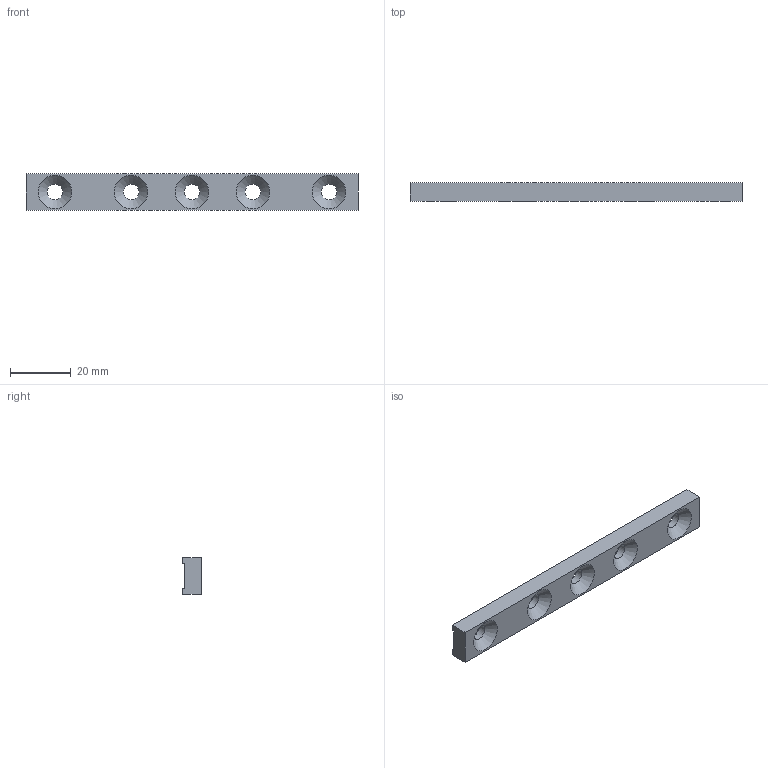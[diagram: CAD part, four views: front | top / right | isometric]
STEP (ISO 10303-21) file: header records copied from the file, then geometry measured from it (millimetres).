
FILE_DESCRIPTION(/* description */ (''),/* implementation_level */ '2;1');
FILE_NAME(/* name */ 'Large Clamp.stp',/* time_stamp */ '2018-04-24T03:35:36-07:00',/* author */ ('IEUser'),/* organization */ (''),/* preprocessor_version */ 'ST-DEVELOPER v17',/* originating_system */ 'Autodesk Inventor 2019',/* authorisation */ '');
FILE_SCHEMA (('AUTOMOTIVE_DESIGN { 1 0 10303 214 3 1 1 }'));
Length unit declared in the file: millimetre
Products named in the file (1): LR Large Clamp
Bounding box: 109 x 6 x 12 mm (x, y, z)
Volume: 6203.6 mm3; surface area: 4345.9 mm2
Topology: 1 solids, 1 shells, 20 faces, 59 edges, 41 vertices
Faces by surface type: plane 10, cone 5, cylinder 5
Full cylindrical faces by diameter (mm): 5.2 x5
Entity records: 747 total; most frequent: DIRECTION 126, CARTESIAN_POINT 121, ORIENTED_EDGE 118, EDGE_CURVE 59, AXIS2_PLACEMENT_3D 46, VERTEX_POINT 41, LINE 34, VECTOR 34
